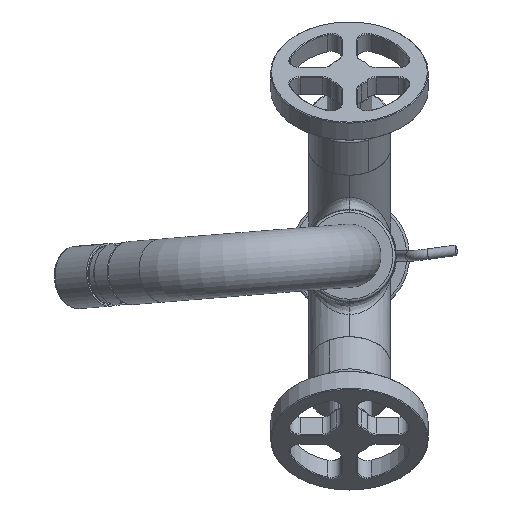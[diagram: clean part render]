
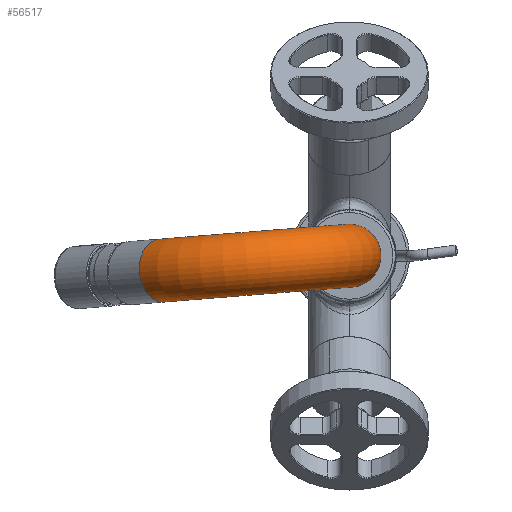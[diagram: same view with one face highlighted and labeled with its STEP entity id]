
A CAD part, top view. The second image highlights one B-rep face of the part: STEP entity #56517.
In plain terms, the highlighted toroidal (fillet/blend) face has major radius 42 mm and minor radius 12 mm.
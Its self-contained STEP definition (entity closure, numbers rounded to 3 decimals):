
#56396=CARTESIAN_POINT('Vertex',(-72.425,6.267,133.152)) ;
#56405=CARTESIAN_POINT('Vertex',(-70.519,-17.657,133.152)) ;
#56427=CARTESIAN_POINT('Axis2P3D Location',(-41.867,-3.336,103.453)) ;
#56436=CARTESIAN_POINT('Vertex',(-0.953,11.962,103.453)) ;
#56438=CARTESIAN_POINT('Vertex',(0.953,-11.962,103.453)) ;
#56441=CARTESIAN_POINT('Axis2P3D Location',(-40.914,-15.298,103.453)) ;
#56446=CARTESIAN_POINT('Axis2P3D Location',(-42.82,8.626,103.453)) ;
#56489=CARTESIAN_POINT('Axis2P3D Location',(-71.472,-5.695,133.152)) ;
#56506=CARTESIAN_POINT('Axis2P3D Location',(0.,0.,103.453)) ;
#56428=DIRECTION('Axis2P3D Direction',(-0.079,0.997,0.)) ;
#56429=DIRECTION('Axis2P3D XDirection',(-0.705,-0.056,0.707)) ;
#56442=DIRECTION('Axis2P3D Direction',(-0.079,0.997,0.)) ;
#56447=DIRECTION('Axis2P3D Direction',(-0.079,0.997,0.)) ;
#56490=DIRECTION('Axis2P3D Direction',(-0.705,-0.056,-0.707)) ;
#56507=DIRECTION('Axis2P3D Direction',(0.,0.,1.)) ;
#56430=AXIS2_PLACEMENT_3D('Torus Axis2P3D',#56427,#56428,#56429) ;
#56443=AXIS2_PLACEMENT_3D('Circle Axis2P3D',#56441,#56442,$) ;
#56448=AXIS2_PLACEMENT_3D('Circle Axis2P3D',#56446,#56447,$) ;
#56491=AXIS2_PLACEMENT_3D('Circle Axis2P3D',#56489,#56490,$) ;
#56508=AXIS2_PLACEMENT_3D('Circle Axis2P3D',#56506,#56507,$) ;
#56444=CIRCLE('generated circle',#56443,42.) ;
#56449=CIRCLE('generated circle',#56448,42.) ;
#56492=CIRCLE('generated circle',#56491,12.) ;
#56509=CIRCLE('generated circle',#56508,12.) ;
#56431=TOROIDAL_SURFACE('homeo Torus',#56430,42.,12.) ;
#56445=EDGE_CURVE('',#56406,#56439,#56444,.T.) ;
#56450=EDGE_CURVE('',#56397,#56437,#56449,.T.) ;
#56493=EDGE_CURVE('',#56406,#56397,#56492,.T.) ;
#56510=EDGE_CURVE('',#56439,#56437,#56509,.T.) ;
#56512=ORIENTED_EDGE('',*,*,#56510,.T.) ;
#56513=ORIENTED_EDGE('',*,*,#56450,.F.) ;
#56514=ORIENTED_EDGE('',*,*,#56493,.F.) ;
#56515=ORIENTED_EDGE('',*,*,#56445,.T.) ;
#56511=EDGE_LOOP('',(#56512,#56513,#56514,#56515)) ;
#56397=VERTEX_POINT('',#56396) ;
#56406=VERTEX_POINT('',#56405) ;
#56437=VERTEX_POINT('',#56436) ;
#56439=VERTEX_POINT('',#56438) ;
#56517=ADVANCED_FACE('GL00055.1\\BA00055.1\\P42193.1\\PartBody',(#56516),#56431,.T.) ;
#56516=FACE_OUTER_BOUND('',#56511,.T.) ;
